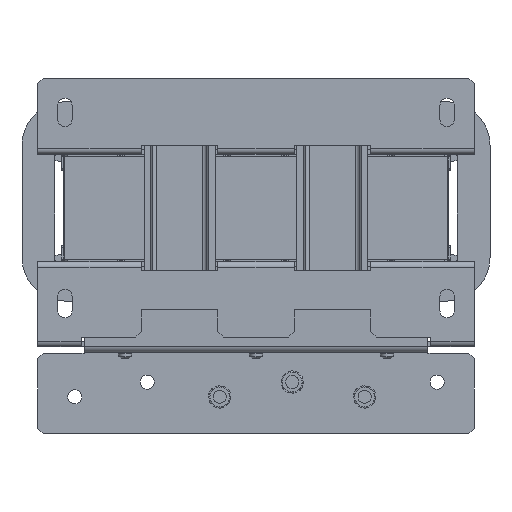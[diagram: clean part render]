
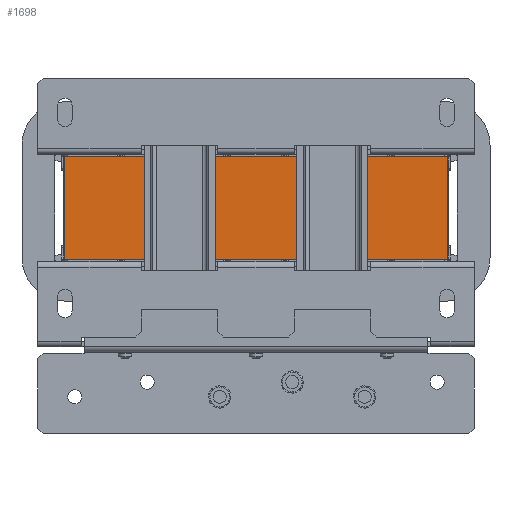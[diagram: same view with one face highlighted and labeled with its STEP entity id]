
A CAD part, front view. The second image highlights one B-rep face of the part: STEP entity #1698.
In plain terms, the highlighted planar face has unit normal (0, -1, 0).
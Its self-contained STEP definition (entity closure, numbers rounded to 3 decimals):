
#557 = LINE ( 'NONE', #11934, #560 ) ;
#560 = VECTOR ( 'NONE', #11938, 1000. ) ;
#564 = LINE ( 'NONE', #11957, #567 ) ;
#567 = VECTOR ( 'NONE', #11936, 1000. ) ;
#588 = LINE ( 'NONE', #12013, #592 ) ;
#592 = VECTOR ( 'NONE', #12025, 1000. ) ;
#597 = LINE ( 'NONE', #12037, #600 ) ;
#600 = VECTOR ( 'NONE', #12040, 1000. ) ;
#1698 = ADVANCED_FACE ( 'NONE', ( #19272 ), #4871, .F. ) ;
#2573 = DIRECTION ( 'NONE',  ( 0., 1., 0. ) ) ;
#3171 = DIRECTION ( 'NONE',  ( 0., 0., 1. ) ) ;
#3580 = CARTESIAN_POINT ( 'NONE',  ( -175., -157., 47. ) ) ;
#4871 = PLANE ( 'NONE',  #22378 ) ;
#7993 = ORIENTED_EDGE ( 'NONE', *, *, #36273, .T. ) ;
#8006 = ORIENTED_EDGE ( 'NONE', *, *, #36255, .T. ) ;
#8008 = ORIENTED_EDGE ( 'NONE', *, *, #36269, .F. ) ;
#8010 = ORIENTED_EDGE ( 'NONE', *, *, #36250, .F. ) ;
#10566 = VERTEX_POINT ( 'NONE', #25863 ) ;
#10724 = VERTEX_POINT ( 'NONE', #25672 ) ;
#10867 = VERTEX_POINT ( 'NONE', #25508 ) ;
#10949 = VERTEX_POINT ( 'NONE', #24254 ) ;
#11934 = CARTESIAN_POINT ( 'NONE',  ( -175., -157., 47. ) ) ;
#11936 = DIRECTION ( 'NONE',  ( 1., 0., 0. ) ) ;
#11938 = DIRECTION ( 'NONE',  ( 1., 0., 0. ) ) ;
#11957 = CARTESIAN_POINT ( 'NONE',  ( -175., -157., -47. ) ) ;
#12013 = CARTESIAN_POINT ( 'NONE',  ( 175., -157., 47. ) ) ;
#12025 = DIRECTION ( 'NONE',  ( 0., 0., -1. ) ) ;
#12037 = CARTESIAN_POINT ( 'NONE',  ( -175., -157., 47. ) ) ;
#12040 = DIRECTION ( 'NONE',  ( 0., 0., -1. ) ) ;
#19272 = FACE_OUTER_BOUND ( 'NONE', #27406, .T. ) ;
#22378 = AXIS2_PLACEMENT_3D ( 'NONE', #3580, #2573, #3171 ) ;
#24254 = CARTESIAN_POINT ( 'NONE',  ( 175., -157., -47. ) ) ;
#25508 = CARTESIAN_POINT ( 'NONE',  ( -175., -157., -47. ) ) ;
#25672 = CARTESIAN_POINT ( 'NONE',  ( 175., -157., 47. ) ) ;
#25863 = CARTESIAN_POINT ( 'NONE',  ( -175., -157., 47. ) ) ;
#27406 = EDGE_LOOP ( 'NONE', ( #8006, #8008, #8010, #7993 ) ) ;
#36250 = EDGE_CURVE ( 'NONE', #10566, #10724, #557, .T. ) ;
#36255 = EDGE_CURVE ( 'NONE', #10867, #10949, #564, .T. ) ;
#36269 = EDGE_CURVE ( 'NONE', #10724, #10949, #588, .T. ) ;
#36273 = EDGE_CURVE ( 'NONE', #10566, #10867, #597, .T. ) ;
